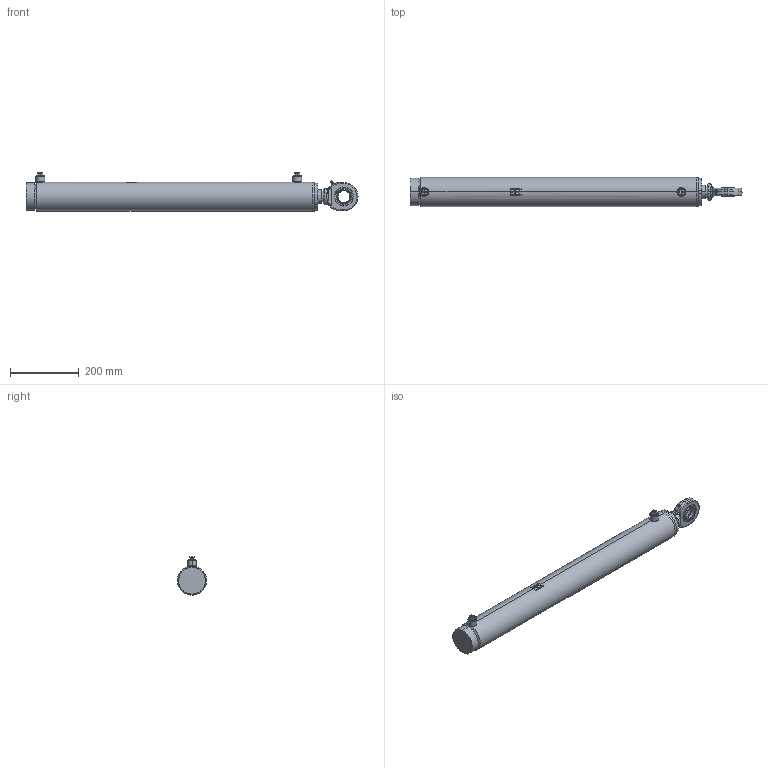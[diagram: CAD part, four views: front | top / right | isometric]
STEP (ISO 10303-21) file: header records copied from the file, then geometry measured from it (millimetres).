
FILE_DESCRIPTION (( 'STEP AP214' ), '1' );
FILE_NAME ('CFGCY0067179-Cylinder.step', '2026-03-09T10:19:16', ( 'Kramp IT' ), ( 'Kramp' ), 'SwSTEP 2.0', 'SolidWorks 2025', '' );
FILE_SCHEMA (( 'AUTOMOTIVE_DESIGN' ));
Length unit declared in the file: millimetre
Products named in the file (19): DS3907013040_Simplified; SP06M; Tube-MA_Simplified; DS3907004_Simplified; DS3907004VM_Simplified; GK35DO-RD; DS3907001A; Rod-WA_Simplified; GK35DO; Tube-WA_Simplified; LSN06E; Rod_Simplified; CFGCY0067179-Cylinder; DS3907013040VM_Simplified; ATT-NONE; DS2908015; MATE-AID; Tube_Simplified
Assembly tree (18 placements, depth 4):
  CFGCY0067179-Cylinder
    Tube-WA_Simplified
      Tube-MA_Simplified
        Tube_Simplified
        LSN06E
      LSN06E
      DS3907001A
        DS3907001A
    Rod-WA_Simplified
      Rod_Simplified
      GK35DO-RD
        GK35DO
    DS3907013040VM_Simplified
      DS3907013040_Simplified
    DS3907004VM_Simplified
      DS3907004_Simplified
    DS2908015
    SP06M  x2
  ATT-NONE
  MATE-AID
Bounding box: 968 x 85 x 112 mm (x, y, z)
Volume: 3154246.6 mm3; surface area: 618823.9 mm2
Topology: 15 solids, 15 shells, 479 faces, 1111 edges, 691 vertices
Faces by surface type: plane 160, cylinder 153, cone 94, bspline 54, torus 18
Entity records: 17884 total; most frequent: CARTESIAN_POINT 8414, DIRECTION 1932, ORIENTED_EDGE 1830, EDGE_CURVE 915, AXIS2_PLACEMENT_3D 780, VERTEX_POINT 569, EDGE_LOOP 450, CIRCLE 409
